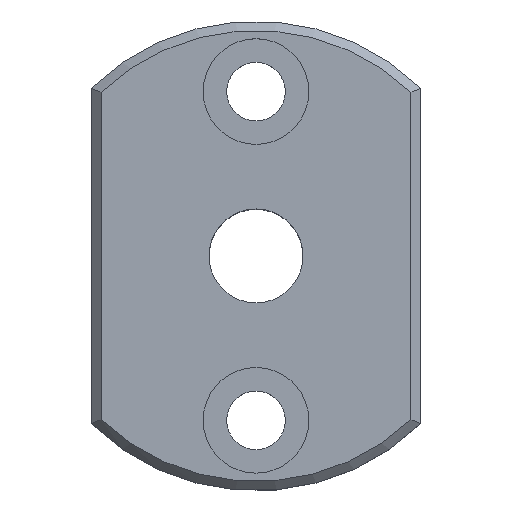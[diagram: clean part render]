
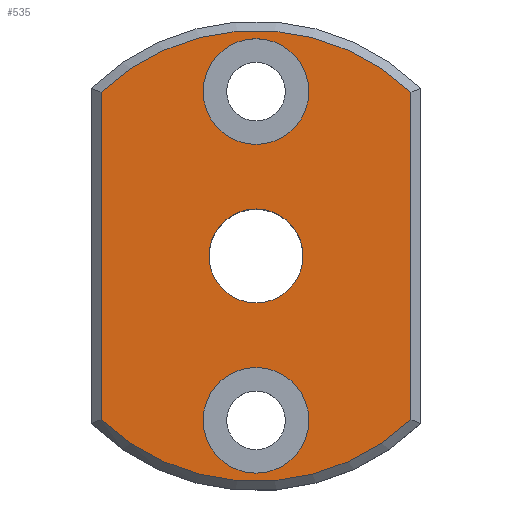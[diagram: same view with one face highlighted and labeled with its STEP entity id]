
A CAD part, top view. The second image highlights one B-rep face of the part: STEP entity #535.
In plain terms, the highlighted planar face has unit normal (0, 0, 1).
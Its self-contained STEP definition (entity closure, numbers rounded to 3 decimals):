
#5 = VERTEX_POINT ( 'NONE', #237 ) ;
#33 = VECTOR ( 'NONE', #191, 1000. ) ;
#34 = CARTESIAN_POINT ( 'NONE',  ( 6.6, -6.971, 12. ) ) ;
#43 = CARTESIAN_POINT ( 'NONE',  ( 0., 7., 12. ) ) ;
#49 = DIRECTION ( 'NONE',  ( 0., 0., 1. ) ) ;
#55 = DIRECTION ( 'NONE',  ( 0., 0., 1. ) ) ;
#62 = AXIS2_PLACEMENT_3D ( 'NONE', #819, #87, #375 ) ;
#87 = DIRECTION ( 'NONE',  ( 0., 0., 1. ) ) ;
#92 = CIRCLE ( 'NONE', #213, 9.6 ) ;
#94 = PLANE ( 'NONE',  #266 ) ;
#100 = VERTEX_POINT ( 'NONE', #733 ) ;
#124 = CARTESIAN_POINT ( 'NONE',  ( 0., 0., 12. ) ) ;
#131 = CIRCLE ( 'NONE', #62, 2. ) ;
#135 = CARTESIAN_POINT ( 'NONE',  ( 0., 7., 12. ) ) ;
#157 = CARTESIAN_POINT ( 'NONE',  ( 2., 0., 12. ) ) ;
#160 = ORIENTED_EDGE ( 'NONE', *, *, #664, .T. ) ;
#169 = CIRCLE ( 'NONE', #323, 2.25 ) ;
#174 = VERTEX_POINT ( 'NONE', #441 ) ;
#190 = VERTEX_POINT ( 'NONE', #697 ) ;
#191 = DIRECTION ( 'NONE',  ( 0., -1., 0. ) ) ;
#194 = CARTESIAN_POINT ( 'NONE',  ( -6.6, 0., 12. ) ) ;
#199 = CARTESIAN_POINT ( 'NONE',  ( 0., 0., 12. ) ) ;
#207 = ORIENTED_EDGE ( 'NONE', *, *, #423, .F. ) ;
#213 = AXIS2_PLACEMENT_3D ( 'NONE', #199, #788, #853 ) ;
#237 = CARTESIAN_POINT ( 'NONE',  ( 6.6, 6.971, 12. ) ) ;
#238 = CARTESIAN_POINT ( 'NONE',  ( 0., 0., 12. ) ) ;
#266 = AXIS2_PLACEMENT_3D ( 'NONE', #238, #835, #682 ) ;
#271 = CARTESIAN_POINT ( 'NONE',  ( -2.25, 7., 12. ) ) ;
#303 = CIRCLE ( 'NONE', #592, 2.25 ) ;
#321 = EDGE_LOOP ( 'NONE', ( #207, #903 ) ) ;
#323 = AXIS2_PLACEMENT_3D ( 'NONE', #135, #49, #576 ) ;
#329 = EDGE_CURVE ( 'NONE', #727, #907, #131, .T. ) ;
#335 = CARTESIAN_POINT ( 'NONE',  ( 0., -7., 12. ) ) ;
#342 = DIRECTION ( 'NONE',  ( 0., 1., 0. ) ) ;
#362 = EDGE_CURVE ( 'NONE', #5, #174, #92, .T. ) ;
#367 = ORIENTED_EDGE ( 'NONE', *, *, #693, .F. ) ;
#372 = VERTEX_POINT ( 'NONE', #271 ) ;
#375 = DIRECTION ( 'NONE',  ( 1., 0., 0. ) ) ;
#378 = CIRCLE ( 'NONE', #397, 2.25 ) ;
#379 = VERTEX_POINT ( 'NONE', #408 ) ;
#381 = CIRCLE ( 'NONE', #614, 2.25 ) ;
#390 = EDGE_LOOP ( 'NONE', ( #160, #571, #541, #569 ) ) ;
#397 = AXIS2_PLACEMENT_3D ( 'NONE', #43, #481, #485 ) ;
#408 = CARTESIAN_POINT ( 'NONE',  ( -6.6, -6.971, 12. ) ) ;
#423 = EDGE_CURVE ( 'NONE', #493, #190, #381, .T. ) ;
#441 = CARTESIAN_POINT ( 'NONE',  ( -6.6, 6.971, 12. ) ) ;
#481 = DIRECTION ( 'NONE',  ( 0., 0., 1. ) ) ;
#485 = DIRECTION ( 'NONE',  ( 1., 0., 0. ) ) ;
#490 = LINE ( 'NONE', #194, #33 ) ;
#493 = VERTEX_POINT ( 'NONE', #728 ) ;
#535 = ADVANCED_FACE ( 'NONE', ( #552, #688, #826, #768 ), #94, .T. ) ;
#541 = ORIENTED_EDGE ( 'NONE', *, *, #931, .T. ) ;
#552 = FACE_OUTER_BOUND ( 'NONE', #390, .T. ) ;
#556 = DIRECTION ( 'NONE',  ( 0., 0., 1. ) ) ;
#563 = DIRECTION ( 'NONE',  ( 1., 0., 0. ) ) ;
#566 = LINE ( 'NONE', #780, #609 ) ;
#569 = ORIENTED_EDGE ( 'NONE', *, *, #736, .T. ) ;
#571 = ORIENTED_EDGE ( 'NONE', *, *, #362, .T. ) ;
#573 = CARTESIAN_POINT ( 'NONE',  ( 0., -7., 12. ) ) ;
#576 = DIRECTION ( 'NONE',  ( 1., 0., 0. ) ) ;
#592 = AXIS2_PLACEMENT_3D ( 'NONE', #335, #556, #563 ) ;
#595 = DIRECTION ( 'NONE',  ( 1., 0., 0. ) ) ;
#609 = VECTOR ( 'NONE', #342, 1000. ) ;
#614 = AXIS2_PLACEMENT_3D ( 'NONE', #573, #923, #862 ) ;
#627 = CIRCLE ( 'NONE', #739, 2. ) ;
#646 = DIRECTION ( 'NONE',  ( 1., 0., 0. ) ) ;
#664 = EDGE_CURVE ( 'NONE', #786, #5, #566, .T. ) ;
#682 = DIRECTION ( 'NONE',  ( 1., 0., 0. ) ) ;
#688 = FACE_BOUND ( 'NONE', #321, .T. ) ;
#693 = EDGE_CURVE ( 'NONE', #100, #372, #378, .T. ) ;
#697 = CARTESIAN_POINT ( 'NONE',  ( -2.25, -7., 12. ) ) ;
#702 = CIRCLE ( 'NONE', #756, 9.6 ) ;
#727 = VERTEX_POINT ( 'NONE', #932 ) ;
#728 = CARTESIAN_POINT ( 'NONE',  ( 2.25, -7., 12. ) ) ;
#733 = CARTESIAN_POINT ( 'NONE',  ( 2.25, 7., 12. ) ) ;
#736 = EDGE_CURVE ( 'NONE', #379, #786, #702, .T. ) ;
#739 = AXIS2_PLACEMENT_3D ( 'NONE', #799, #880, #595 ) ;
#740 = ORIENTED_EDGE ( 'NONE', *, *, #329, .F. ) ;
#756 = AXIS2_PLACEMENT_3D ( 'NONE', #124, #55, #646 ) ;
#768 = FACE_BOUND ( 'NONE', #827, .T. ) ;
#780 = CARTESIAN_POINT ( 'NONE',  ( 6.6, 0., 12. ) ) ;
#786 = VERTEX_POINT ( 'NONE', #34 ) ;
#788 = DIRECTION ( 'NONE',  ( 0., 0., 1. ) ) ;
#799 = CARTESIAN_POINT ( 'NONE',  ( 0., 0., 12. ) ) ;
#801 = ORIENTED_EDGE ( 'NONE', *, *, #877, .F. ) ;
#819 = CARTESIAN_POINT ( 'NONE',  ( 0., 0., 12. ) ) ;
#826 = FACE_BOUND ( 'NONE', #871, .T. ) ;
#827 = EDGE_LOOP ( 'NONE', ( #740, #801 ) ) ;
#835 = DIRECTION ( 'NONE',  ( 0., 0., 1. ) ) ;
#853 = DIRECTION ( 'NONE',  ( 1., 0., 0. ) ) ;
#862 = DIRECTION ( 'NONE',  ( 1., 0., 0. ) ) ;
#871 = EDGE_LOOP ( 'NONE', ( #367, #879 ) ) ;
#877 = EDGE_CURVE ( 'NONE', #907, #727, #627, .T. ) ;
#879 = ORIENTED_EDGE ( 'NONE', *, *, #936, .F. ) ;
#880 = DIRECTION ( 'NONE',  ( 0., 0., 1. ) ) ;
#903 = ORIENTED_EDGE ( 'NONE', *, *, #927, .F. ) ;
#907 = VERTEX_POINT ( 'NONE', #157 ) ;
#923 = DIRECTION ( 'NONE',  ( 0., 0., 1. ) ) ;
#927 = EDGE_CURVE ( 'NONE', #190, #493, #303, .T. ) ;
#931 = EDGE_CURVE ( 'NONE', #174, #379, #490, .T. ) ;
#932 = CARTESIAN_POINT ( 'NONE',  ( -2., 0., 12. ) ) ;
#936 = EDGE_CURVE ( 'NONE', #372, #100, #169, .T. ) ;
